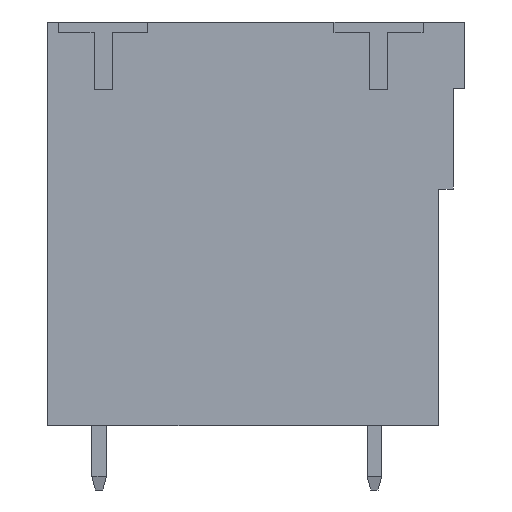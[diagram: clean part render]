
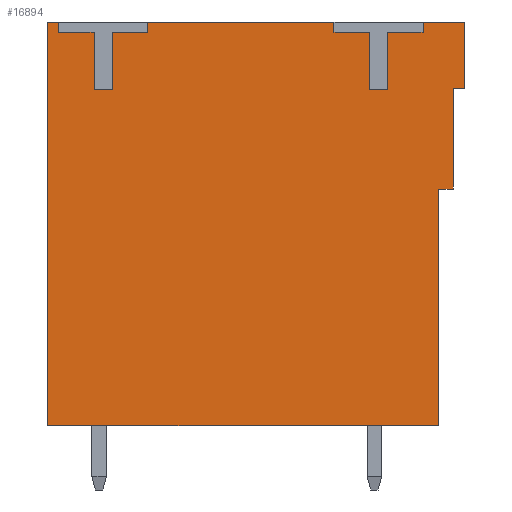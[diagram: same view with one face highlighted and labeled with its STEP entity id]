
A CAD part, left-side view. The second image highlights one B-rep face of the part: STEP entity #16894.
In plain terms, the highlighted planar face has unit normal (-1, 0, 0).
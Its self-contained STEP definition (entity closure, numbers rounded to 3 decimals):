
#4180=ORIENTED_EDGE('',*,*,#5322,.T.);
#4181=ORIENTED_EDGE('',*,*,#5026,.T.);
#4182=ORIENTED_EDGE('',*,*,#5030,.T.);
#4183=ORIENTED_EDGE('',*,*,#5048,.T.);
#4184=ORIENTED_EDGE('',*,*,#5045,.T.);
#4185=ORIENTED_EDGE('',*,*,#5042,.T.);
#4186=ORIENTED_EDGE('',*,*,#5039,.T.);
#4187=ORIENTED_EDGE('',*,*,#5036,.T.);
#4188=ORIENTED_EDGE('',*,*,#5329,.T.);
#4189=ORIENTED_EDGE('',*,*,#6973,.T.);
#4190=ORIENTED_EDGE('',*,*,#6975,.T.);
#4191=ORIENTED_EDGE('',*,*,#6977,.T.);
#4192=ORIENTED_EDGE('',*,*,#6979,.T.);
#4193=ORIENTED_EDGE('',*,*,#6981,.T.);
#4194=ORIENTED_EDGE('',*,*,#6983,.T.);
#4195=ORIENTED_EDGE('',*,*,#6984,.T.);
#4196=ORIENTED_EDGE('',*,*,#5326,.T.);
#4197=ORIENTED_EDGE('',*,*,#6986,.T.);
#4198=ORIENTED_EDGE('',*,*,#6988,.T.);
#4199=ORIENTED_EDGE('',*,*,#6990,.T.);
#4200=ORIENTED_EDGE('',*,*,#6992,.T.);
#4201=ORIENTED_EDGE('',*,*,#6994,.T.);
#4202=ORIENTED_EDGE('',*,*,#6996,.T.);
#4203=ORIENTED_EDGE('',*,*,#6997,.T.);
#5026=EDGE_CURVE('',#7409,#7408,#8954,.T.);
#5030=EDGE_CURVE('',#7408,#7411,#8958,.T.);
#5036=EDGE_CURVE('',#7417,#7416,#8964,.T.);
#5039=EDGE_CURVE('',#7419,#7417,#8967,.T.);
#5042=EDGE_CURVE('',#7421,#7419,#8970,.T.);
#5045=EDGE_CURVE('',#7423,#7421,#8973,.T.);
#5048=EDGE_CURVE('',#7411,#7423,#8976,.T.);
#5322=EDGE_CURVE('',#7679,#7409,#9244,.T.);
#5326=EDGE_CURVE('',#7683,#7682,#9248,.T.);
#5329=EDGE_CURVE('',#7416,#7684,#9251,.T.);
#6973=EDGE_CURVE('',#7684,#8668,#10781,.T.);
#6975=EDGE_CURVE('',#8668,#8669,#10783,.T.);
#6977=EDGE_CURVE('',#8669,#8670,#10785,.T.);
#6979=EDGE_CURVE('',#8670,#8671,#10787,.T.);
#6981=EDGE_CURVE('',#8671,#8672,#10789,.T.);
#6983=EDGE_CURVE('',#8672,#8673,#10791,.T.);
#6984=EDGE_CURVE('',#8673,#7683,#10792,.T.);
#6986=EDGE_CURVE('',#7682,#8674,#10794,.T.);
#6988=EDGE_CURVE('',#8674,#8675,#10796,.T.);
#6990=EDGE_CURVE('',#8675,#8676,#10798,.T.);
#6992=EDGE_CURVE('',#8676,#8677,#10800,.T.);
#6994=EDGE_CURVE('',#8677,#8678,#10802,.T.);
#6996=EDGE_CURVE('',#8678,#8679,#10804,.T.);
#6997=EDGE_CURVE('',#8679,#7679,#10805,.T.);
#7408=VERTEX_POINT('',#22396);
#7409=VERTEX_POINT('',#22398);
#7411=VERTEX_POINT('',#22404);
#7416=VERTEX_POINT('',#22416);
#7417=VERTEX_POINT('',#22418);
#7419=VERTEX_POINT('',#22424);
#7421=VERTEX_POINT('',#22430);
#7423=VERTEX_POINT('',#22436);
#7679=VERTEX_POINT('',#22989);
#7682=VERTEX_POINT('',#22995);
#7683=VERTEX_POINT('',#22997);
#7684=VERTEX_POINT('',#23000);
#8668=VERTEX_POINT('',#26309);
#8669=VERTEX_POINT('',#26313);
#8670=VERTEX_POINT('',#26317);
#8671=VERTEX_POINT('',#26321);
#8672=VERTEX_POINT('',#26325);
#8673=VERTEX_POINT('',#26329);
#8674=VERTEX_POINT('',#26335);
#8675=VERTEX_POINT('',#26339);
#8676=VERTEX_POINT('',#26343);
#8677=VERTEX_POINT('',#26347);
#8678=VERTEX_POINT('',#26351);
#8679=VERTEX_POINT('',#26355);
#8954=LINE('',#22397,#11216);
#8958=LINE('',#22405,#11220);
#8964=LINE('',#22417,#11226);
#8967=LINE('',#22423,#11229);
#8970=LINE('',#22429,#11232);
#8973=LINE('',#22435,#11235);
#8976=LINE('',#22440,#11238);
#9244=LINE('',#22988,#11506);
#9248=LINE('',#22996,#11510);
#9251=LINE('',#23001,#11513);
#10781=LINE('',#26310,#13043);
#10783=LINE('',#26314,#13045);
#10785=LINE('',#26318,#13047);
#10787=LINE('',#26322,#13049);
#10789=LINE('',#26326,#13051);
#10791=LINE('',#26330,#13053);
#10792=LINE('',#26332,#13054);
#10794=LINE('',#26336,#13056);
#10796=LINE('',#26340,#13058);
#10798=LINE('',#26344,#13060);
#10800=LINE('',#26348,#13062);
#10802=LINE('',#26352,#13064);
#10804=LINE('',#26356,#13066);
#10805=LINE('',#26358,#13067);
#11216=VECTOR('',#18108,1000.);
#11220=VECTOR('',#18114,1000.);
#11226=VECTOR('',#18122,1000.);
#11229=VECTOR('',#18127,1000.);
#11232=VECTOR('',#18132,1000.);
#11235=VECTOR('',#18137,1000.);
#11238=VECTOR('',#18142,1000.);
#11506=VECTOR('',#18460,1000.);
#11510=VECTOR('',#18464,1000.);
#11513=VECTOR('',#18467,1000.);
#13043=VECTOR('',#21587,1000.);
#13045=VECTOR('',#21591,1000.);
#13047=VECTOR('',#21595,1000.);
#13049=VECTOR('',#21599,1000.);
#13051=VECTOR('',#21603,1000.);
#13053=VECTOR('',#21607,1000.);
#13054=VECTOR('',#21610,1000.);
#13056=VECTOR('',#21614,1000.);
#13058=VECTOR('',#21618,1000.);
#13060=VECTOR('',#21622,1000.);
#13062=VECTOR('',#21626,1000.);
#13064=VECTOR('',#21630,1000.);
#13066=VECTOR('',#21634,1000.);
#13067=VECTOR('',#21637,1000.);
#14224=EDGE_LOOP('',(#4180,#4181,#4182,#4183,#4184,#4185,#4186,#4187,#4188,
#4189,#4190,#4191,#4192,#4193,#4194,#4195,#4196,#4197,#4198,#4199,#4200,
#4201,#4202,#4203));
#15170=FACE_BOUND('',#14224,.T.);
#16028=PLANE('',#17918);
#16894=ADVANCED_FACE('',(#15170),#16028,.T.);
#17918=AXIS2_PLACEMENT_3D('',#26359,#21638,#21639);
#18108=DIRECTION('',(0.,0.,-1.));
#18114=DIRECTION('',(0.,-1.,0.));
#18122=DIRECTION('',(0.,0.,1.));
#18127=DIRECTION('',(0.,-1.,0.));
#18132=DIRECTION('',(0.,0.,1.));
#18137=DIRECTION('',(0.,-1.,0.));
#18142=DIRECTION('',(0.,0.,1.));
#18460=DIRECTION('',(0.,1.,0.));
#18464=DIRECTION('',(0.,1.,0.));
#18467=DIRECTION('',(0.,1.,0.));
#21587=DIRECTION('',(0.,0.,-1.));
#21591=DIRECTION('',(0.,1.,0.));
#21595=DIRECTION('',(0.,0.,-1.));
#21599=DIRECTION('',(0.,1.,0.));
#21603=DIRECTION('',(0.,0.,1.));
#21607=DIRECTION('',(0.,1.,0.));
#21610=DIRECTION('',(0.,0.,1.));
#21614=DIRECTION('',(0.,0.,-1.));
#21618=DIRECTION('',(0.,1.,0.));
#21622=DIRECTION('',(0.,0.,-1.));
#21626=DIRECTION('',(0.,1.,0.));
#21630=DIRECTION('',(0.,0.,1.));
#21634=DIRECTION('',(0.,1.,0.));
#21637=DIRECTION('',(0.,0.,1.));
#21638=DIRECTION('',(-1.,0.,0.));
#21639=DIRECTION('',(0.,0.,1.));
#22396=CARTESIAN_POINT('',(-11.925,11.35,-22.));
#22397=CARTESIAN_POINT('',(-11.925,11.35,0.));
#22398=CARTESIAN_POINT('',(-11.925,11.35,0.));
#22404=CARTESIAN_POINT('',(-11.925,-9.95,-22.));
#22405=CARTESIAN_POINT('',(-11.925,11.35,-22.));
#22416=CARTESIAN_POINT('',(-11.925,-11.35,0.));
#22417=CARTESIAN_POINT('',(-11.925,-11.35,-3.6));
#22418=CARTESIAN_POINT('',(-11.925,-11.35,-3.6));
#22423=CARTESIAN_POINT('',(-11.925,-10.75,-3.6));
#22424=CARTESIAN_POINT('',(-11.925,-10.75,-3.6));
#22429=CARTESIAN_POINT('',(-11.925,-10.75,-9.1));
#22430=CARTESIAN_POINT('',(-11.925,-10.75,-9.1));
#22435=CARTESIAN_POINT('',(-11.925,-9.95,-9.1));
#22436=CARTESIAN_POINT('',(-11.925,-9.95,-9.1));
#22440=CARTESIAN_POINT('',(-11.925,-9.95,-22.));
#22988=CARTESIAN_POINT('',(-11.925,10.75,0.));
#22989=CARTESIAN_POINT('',(-11.925,10.75,0.));
#22995=CARTESIAN_POINT('',(-11.925,5.9,0.));
#22996=CARTESIAN_POINT('',(-11.925,-4.25,0.));
#22997=CARTESIAN_POINT('',(-11.925,-4.25,0.));
#23000=CARTESIAN_POINT('',(-11.925,-9.1,0.));
#23001=CARTESIAN_POINT('',(-11.925,-11.35,0.));
#26309=CARTESIAN_POINT('',(-11.925,-9.1,-0.55));
#26310=CARTESIAN_POINT('',(-11.925,-9.1,0.));
#26313=CARTESIAN_POINT('',(-11.925,-7.175,-0.55));
#26314=CARTESIAN_POINT('',(-11.925,-9.1,-0.55));
#26317=CARTESIAN_POINT('',(-11.925,-7.175,-3.7));
#26318=CARTESIAN_POINT('',(-11.925,-7.175,-0.55));
#26321=CARTESIAN_POINT('',(-11.925,-6.175,-3.7));
#26322=CARTESIAN_POINT('',(-11.925,-7.175,-3.7));
#26325=CARTESIAN_POINT('',(-11.925,-6.175,-0.55));
#26326=CARTESIAN_POINT('',(-11.925,-6.175,-3.7));
#26329=CARTESIAN_POINT('',(-11.925,-4.25,-0.55));
#26330=CARTESIAN_POINT('',(-11.925,-6.175,-0.55));
#26332=CARTESIAN_POINT('',(-11.925,-4.25,-0.55));
#26335=CARTESIAN_POINT('',(-11.925,5.9,-0.55));
#26336=CARTESIAN_POINT('',(-11.925,5.9,0.));
#26339=CARTESIAN_POINT('',(-11.925,7.825,-0.55));
#26340=CARTESIAN_POINT('',(-11.925,5.9,-0.55));
#26343=CARTESIAN_POINT('',(-11.925,7.825,-3.7));
#26344=CARTESIAN_POINT('',(-11.925,7.825,-0.55));
#26347=CARTESIAN_POINT('',(-11.925,8.825,-3.7));
#26348=CARTESIAN_POINT('',(-11.925,7.825,-3.7));
#26351=CARTESIAN_POINT('',(-11.925,8.825,-0.55));
#26352=CARTESIAN_POINT('',(-11.925,8.825,-3.7));
#26355=CARTESIAN_POINT('',(-11.925,10.75,-0.55));
#26356=CARTESIAN_POINT('',(-11.925,8.825,-0.55));
#26358=CARTESIAN_POINT('',(-11.925,10.75,-0.55));
#26359=CARTESIAN_POINT('',(-11.925,0.,0.));
